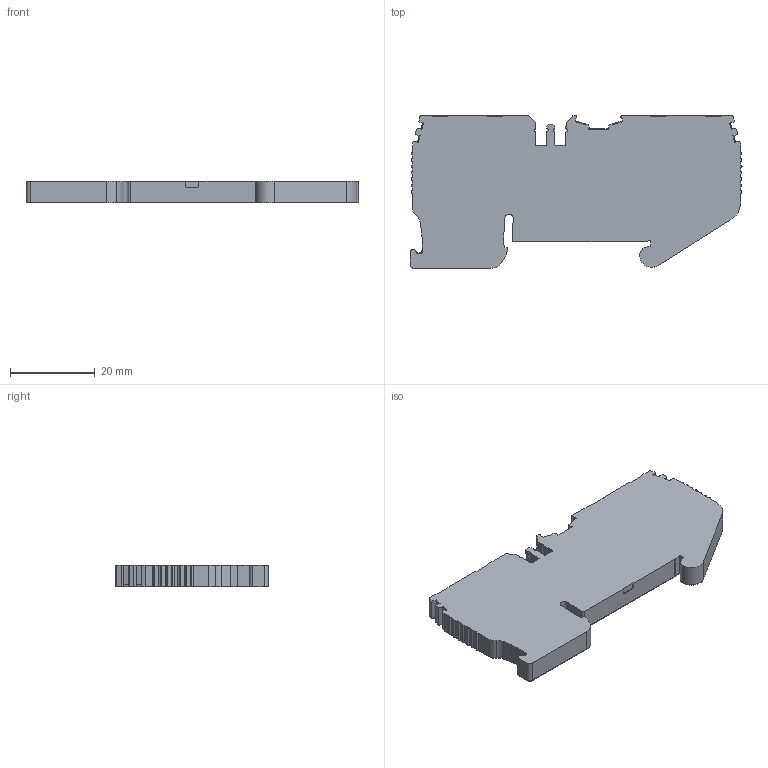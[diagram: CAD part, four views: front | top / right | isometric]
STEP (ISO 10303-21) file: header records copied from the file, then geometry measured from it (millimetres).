
FILE_DESCRIPTION (( 'STEP AP203' ), '1' );
FILE_NAME ('KN-P25EDB-2-2-25.step', '2025-04-29T14:15:04', ( '' ), ( '' ), 'SwSTEP 2.0', 'SolidWorks 2024', '' );
FILE_SCHEMA (( 'CONFIG_CONTROL_DESIGN' ));
Length unit declared in the file: inch
Products named in the file (1): KN-P25EDB-2-2-25
Bounding box: 78.36 x 36.07 x 5.15 mm (x, y, z)
Volume: 11971.5 mm3; surface area: 6217.7 mm2
Topology: 1 solids, 1 shells, 743 faces, 2126 edges, 1387 vertices
Faces by surface type: plane 381, cylinder 291, bspline 59, cone 12
Entity records: 25207 total; most frequent: CARTESIAN_POINT 5835, ORIENTED_EDGE 4220, DIRECTION 3914, EDGE_CURVE 2110, VERTEX_POINT 1387, LINE 1374, VECTOR 1374, AXIS2_PLACEMENT_3D 1270
